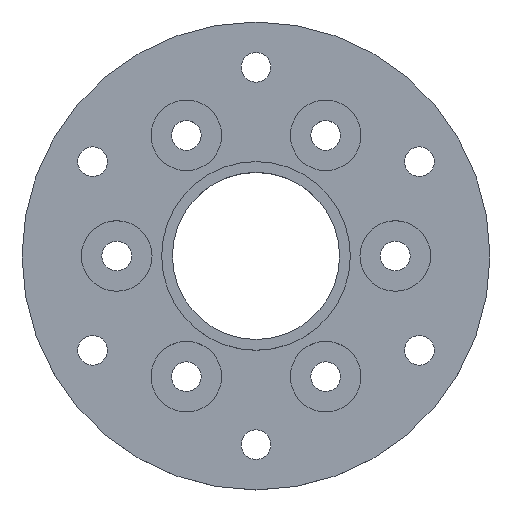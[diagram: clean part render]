
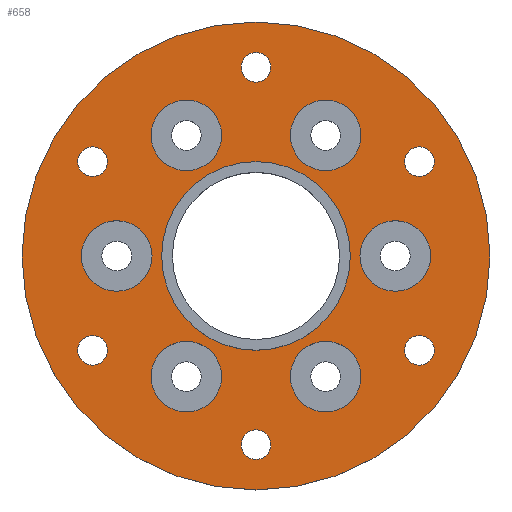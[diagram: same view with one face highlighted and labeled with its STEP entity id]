
A CAD part, top view. The second image highlights one B-rep face of the part: STEP entity #658.
In plain terms, the highlighted planar face has unit normal (0, 0, 1).
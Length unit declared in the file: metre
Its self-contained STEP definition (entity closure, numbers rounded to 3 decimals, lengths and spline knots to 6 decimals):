
#120=ORIENTED_EDGE('',*,*,#265,.T.);
#121=ORIENTED_EDGE('',*,*,#264,.F.);
#122=ORIENTED_EDGE('',*,*,#246,.F.);
#123=ORIENTED_EDGE('',*,*,#262,.F.);
#124=ORIENTED_EDGE('',*,*,#260,.F.);
#125=ORIENTED_EDGE('',*,*,#258,.F.);
#126=ORIENTED_EDGE('',*,*,#256,.F.);
#127=ORIENTED_EDGE('',*,*,#254,.F.);
#128=ORIENTED_EDGE('',*,*,#252,.F.);
#129=ORIENTED_EDGE('',*,*,#251,.F.);
#130=ORIENTED_EDGE('',*,*,#250,.F.);
#131=ORIENTED_EDGE('',*,*,#249,.F.);
#132=ORIENTED_EDGE('',*,*,#248,.F.);
#133=ORIENTED_EDGE('',*,*,#266,.F.);
#246=EDGE_CURVE('',#324,#324,#390,.T.);
#248=EDGE_CURVE('',#326,#326,#392,.T.);
#249=EDGE_CURVE('',#327,#327,#393,.T.);
#250=EDGE_CURVE('',#328,#328,#394,.T.);
#251=EDGE_CURVE('',#329,#329,#395,.T.);
#252=EDGE_CURVE('',#330,#330,#396,.T.);
#254=EDGE_CURVE('',#332,#332,#398,.T.);
#256=EDGE_CURVE('',#334,#334,#400,.T.);
#258=EDGE_CURVE('',#336,#336,#402,.T.);
#260=EDGE_CURVE('',#338,#338,#404,.T.);
#262=EDGE_CURVE('',#340,#340,#406,.T.);
#264=EDGE_CURVE('',#342,#342,#408,.T.);
#265=EDGE_CURVE('',#343,#343,#409,.T.);
#266=EDGE_CURVE('',#344,#344,#410,.T.);
#324=VERTEX_POINT('',#1085);
#326=VERTEX_POINT('',#1091);
#327=VERTEX_POINT('',#1094);
#328=VERTEX_POINT('',#1097);
#329=VERTEX_POINT('',#1100);
#330=VERTEX_POINT('',#1103);
#332=VERTEX_POINT('',#1108);
#334=VERTEX_POINT('',#1113);
#336=VERTEX_POINT('',#1118);
#338=VERTEX_POINT('',#1123);
#340=VERTEX_POINT('',#1128);
#342=VERTEX_POINT('',#1133);
#343=VERTEX_POINT('',#1136);
#344=VERTEX_POINT('',#1139);
#390=CIRCLE('',#721,0.0254);
#392=CIRCLE('',#725,0.004);
#393=CIRCLE('',#727,0.004);
#394=CIRCLE('',#729,0.004);
#395=CIRCLE('',#731,0.004);
#396=CIRCLE('',#733,0.0095);
#398=CIRCLE('',#736,0.0095);
#400=CIRCLE('',#739,0.0095);
#402=CIRCLE('',#742,0.0095);
#404=CIRCLE('',#745,0.0095);
#406=CIRCLE('',#748,0.0095);
#408=CIRCLE('',#751,0.004);
#409=CIRCLE('',#753,0.063);
#410=CIRCLE('',#755,0.004);
#475=EDGE_LOOP('',(#120));
#476=EDGE_LOOP('',(#121));
#477=EDGE_LOOP('',(#122));
#478=EDGE_LOOP('',(#123));
#479=EDGE_LOOP('',(#124));
#480=EDGE_LOOP('',(#125));
#481=EDGE_LOOP('',(#126));
#482=EDGE_LOOP('',(#127));
#483=EDGE_LOOP('',(#128));
#484=EDGE_LOOP('',(#129));
#485=EDGE_LOOP('',(#130));
#486=EDGE_LOOP('',(#131));
#487=EDGE_LOOP('',(#132));
#488=EDGE_LOOP('',(#133));
#573=FACE_BOUND('',#475,.T.);
#574=FACE_BOUND('',#476,.T.);
#575=FACE_BOUND('',#477,.T.);
#576=FACE_BOUND('',#478,.T.);
#577=FACE_BOUND('',#479,.T.);
#578=FACE_BOUND('',#480,.T.);
#579=FACE_BOUND('',#481,.T.);
#580=FACE_BOUND('',#482,.T.);
#581=FACE_BOUND('',#483,.T.);
#582=FACE_BOUND('',#484,.T.);
#583=FACE_BOUND('',#485,.T.);
#584=FACE_BOUND('',#486,.T.);
#585=FACE_BOUND('',#487,.T.);
#586=FACE_BOUND('',#488,.T.);
#633=PLANE('',#756);
#658=ADVANCED_FACE('',(#573,#574,#575,#576,#577,#578,#579,#580,#581,#582,
#583,#584,#585,#586),#633,.T.);
#721=AXIS2_PLACEMENT_3D('',#1084,#856,#857);
#725=AXIS2_PLACEMENT_3D('',#1090,#864,#865);
#727=AXIS2_PLACEMENT_3D('',#1093,#868,#869);
#729=AXIS2_PLACEMENT_3D('',#1096,#872,#873);
#731=AXIS2_PLACEMENT_3D('',#1099,#876,#877);
#733=AXIS2_PLACEMENT_3D('',#1102,#880,#881);
#736=AXIS2_PLACEMENT_3D('',#1107,#886,#887);
#739=AXIS2_PLACEMENT_3D('',#1112,#892,#893);
#742=AXIS2_PLACEMENT_3D('',#1117,#898,#899);
#745=AXIS2_PLACEMENT_3D('',#1122,#904,#905);
#748=AXIS2_PLACEMENT_3D('',#1127,#910,#911);
#751=AXIS2_PLACEMENT_3D('',#1132,#916,#917);
#753=AXIS2_PLACEMENT_3D('',#1135,#920,#921);
#755=AXIS2_PLACEMENT_3D('',#1138,#924,#925);
#756=AXIS2_PLACEMENT_3D('',#1140,#926,#927);
#856=DIRECTION('',(0.,0.,1.));
#857=DIRECTION('',(1.,0.,0.));
#864=DIRECTION('',(0.,0.,1.));
#865=DIRECTION('',(1.,0.,0.));
#868=DIRECTION('',(0.,0.,1.));
#869=DIRECTION('',(1.,0.,0.));
#872=DIRECTION('',(0.,0.,1.));
#873=DIRECTION('',(1.,0.,0.));
#876=DIRECTION('',(0.,0.,1.));
#877=DIRECTION('',(1.,0.,0.));
#880=DIRECTION('',(0.,0.,1.));
#881=DIRECTION('',(1.,0.,0.));
#886=DIRECTION('',(0.,0.,1.));
#887=DIRECTION('',(1.,0.,0.));
#892=DIRECTION('',(0.,0.,1.));
#893=DIRECTION('',(1.,0.,0.));
#898=DIRECTION('',(0.,0.,1.));
#899=DIRECTION('',(1.,0.,0.));
#904=DIRECTION('',(0.,0.,1.));
#905=DIRECTION('',(1.,0.,0.));
#910=DIRECTION('',(0.,0.,1.));
#911=DIRECTION('',(1.,0.,0.));
#916=DIRECTION('',(0.,0.,1.));
#917=DIRECTION('',(1.,0.,0.));
#920=DIRECTION('',(0.,0.,1.));
#921=DIRECTION('',(1.,0.,0.));
#924=DIRECTION('',(0.,0.,1.));
#925=DIRECTION('',(1.,0.,0.));
#926=DIRECTION('',(0.,0.,1.));
#927=DIRECTION('',(1.,0.,0.));
#1084=CARTESIAN_POINT('',(0.,0.,0.0065));
#1085=CARTESIAN_POINT('',(0.0254,0.,0.0065));
#1090=CARTESIAN_POINT('',(0.,-0.0508,0.0065));
#1091=CARTESIAN_POINT('',(0.004,-0.0508,0.0065));
#1093=CARTESIAN_POINT('',(-0.043994,-0.0254,0.0065));
#1094=CARTESIAN_POINT('',(-0.039994,-0.0254,0.0065));
#1096=CARTESIAN_POINT('',(0.,0.0508,0.0065));
#1097=CARTESIAN_POINT('',(0.004,0.0508,0.0065));
#1099=CARTESIAN_POINT('',(0.043994,0.0254,0.0065));
#1100=CARTESIAN_POINT('',(0.047994,0.0254,0.0065));
#1102=CARTESIAN_POINT('',(0.01875,-0.032476,0.0065));
#1103=CARTESIAN_POINT('',(0.02825,-0.032476,0.0065));
#1107=CARTESIAN_POINT('',(-0.01875,0.032476,0.0065));
#1108=CARTESIAN_POINT('',(-0.00925,0.032476,0.0065));
#1112=CARTESIAN_POINT('',(-0.0375,0.,0.0065));
#1113=CARTESIAN_POINT('',(-0.028,0.,0.0065));
#1117=CARTESIAN_POINT('',(-0.01875,-0.032476,0.0065));
#1118=CARTESIAN_POINT('',(-0.00925,-0.032476,0.0065));
#1122=CARTESIAN_POINT('',(0.0375,0.,0.0065));
#1123=CARTESIAN_POINT('',(0.047,0.,0.0065));
#1127=CARTESIAN_POINT('',(0.01875,0.032476,0.0065));
#1128=CARTESIAN_POINT('',(0.02825,0.032476,0.0065));
#1132=CARTESIAN_POINT('',(0.043994,-0.0254,0.0065));
#1133=CARTESIAN_POINT('',(0.047994,-0.0254,0.0065));
#1135=CARTESIAN_POINT('',(0.,0.,0.0065));
#1136=CARTESIAN_POINT('',(0.063,0.,0.0065));
#1138=CARTESIAN_POINT('',(-0.043994,0.0254,0.0065));
#1139=CARTESIAN_POINT('',(-0.039994,0.0254,0.0065));
#1140=CARTESIAN_POINT('',(0.,0.,0.0065));
